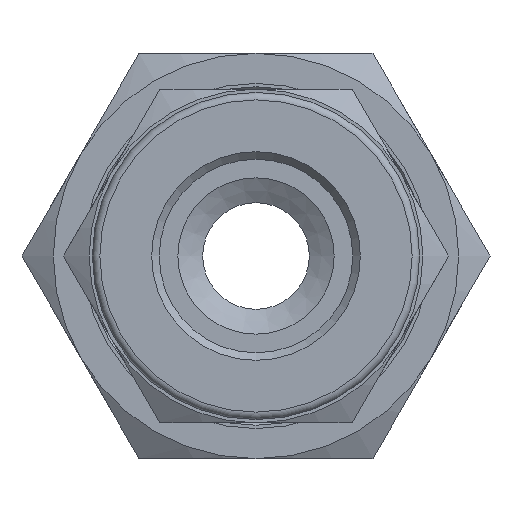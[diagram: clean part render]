
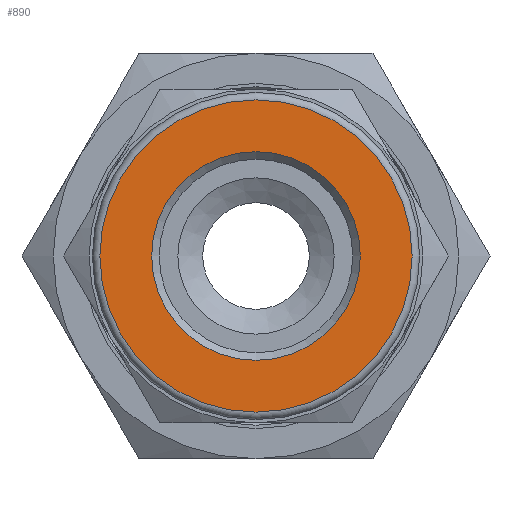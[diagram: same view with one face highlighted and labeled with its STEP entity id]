
A CAD part, left-side view. The second image highlights one B-rep face of the part: STEP entity #890.
In plain terms, the highlighted planar face has unit normal (-1, 0, 0).
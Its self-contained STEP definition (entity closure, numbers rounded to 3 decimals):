
#58=FACE_BOUND('',#206,.T.);
#85=CIRCLE('',#992,6.95);
#86=CIRCLE('',#994,10.4);
#140=FACE_OUTER_BOUND('',#205,.T.);
#205=EDGE_LOOP('',(#685));
#206=EDGE_LOOP('',(#686));
#407=VERTEX_POINT('',#1487);
#408=VERTEX_POINT('',#1491);
#508=EDGE_CURVE('',#407,#407,#85,.T.);
#509=EDGE_CURVE('',#408,#408,#86,.T.);
#685=ORIENTED_EDGE('',*,*,#509,.F.);
#686=ORIENTED_EDGE('',*,*,#508,.T.);
#854=PLANE('',#993);
#890=ADVANCED_FACE('',(#140,#58),#854,.T.);
#992=AXIS2_PLACEMENT_3D('',#1489,#1172,#1173);
#993=AXIS2_PLACEMENT_3D('',#1490,#1174,#1175);
#994=AXIS2_PLACEMENT_3D('',#1492,#1176,#1177);
#1172=DIRECTION('center_axis',(1.,0.,0.));
#1173=DIRECTION('ref_axis',(0.,0.,-1.));
#1174=DIRECTION('center_axis',(-1.,0.,0.));
#1175=DIRECTION('ref_axis',(0.,0.,1.));
#1176=DIRECTION('center_axis',(1.,0.,0.));
#1177=DIRECTION('ref_axis',(0.,0.,-1.));
#1487=CARTESIAN_POINT('',(4.651,-6.95,0.));
#1489=CARTESIAN_POINT('Origin',(4.651,0.,
0.));
#1490=CARTESIAN_POINT('Origin',(4.651,10.4,0.));
#1491=CARTESIAN_POINT('',(4.651,0.,10.4));
#1492=CARTESIAN_POINT('Origin',(4.651,0.,
0.));
